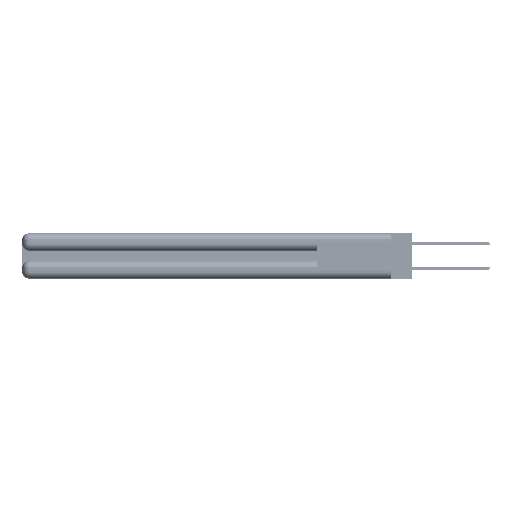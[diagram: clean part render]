
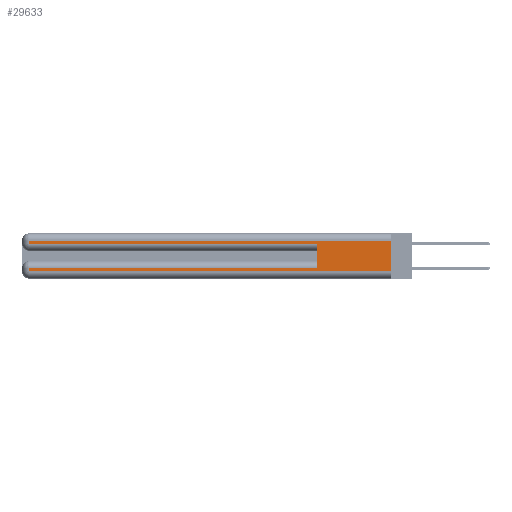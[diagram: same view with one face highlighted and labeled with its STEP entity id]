
A CAD part, left-side view. The second image highlights one B-rep face of the part: STEP entity #29633.
In plain terms, the highlighted planar face has unit normal (-1, 0, 0).
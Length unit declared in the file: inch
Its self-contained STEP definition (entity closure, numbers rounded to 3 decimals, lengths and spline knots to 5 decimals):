
#224 = DIRECTION ( 'NONE',  ( 0., 0., -1. ) ) ;
#1298 = EDGE_CURVE ( 'NONE', #22955, #16255, #18904, .T. ) ;
#2413 = LINE ( 'NONE', #26456, #38613 ) ;
#2823 = ORIENTED_EDGE ( 'NONE', *, *, #5297, .T. ) ;
#2965 = CARTESIAN_POINT ( 'NONE',  ( 0., 0., 0.31 ) ) ;
#3458 = VECTOR ( 'NONE', #4527, 39.37008 ) ;
#4237 = CARTESIAN_POINT ( 'NONE',  ( 0., 0., 0.31 ) ) ;
#4527 = DIRECTION ( 'NONE',  ( 0., -1., 0. ) ) ;
#5297 = EDGE_CURVE ( 'NONE', #16255, #28129, #43112, .T. ) ;
#5410 = LINE ( 'NONE', #42320, #38879 ) ;
#5759 = CARTESIAN_POINT ( 'NONE',  ( 0., 0., 0.06 ) ) ;
#6680 = CARTESIAN_POINT ( 'NONE',  ( 0., 0., 0.06 ) ) ;
#7307 = ORIENTED_EDGE ( 'NONE', *, *, #11693, .F. ) ;
#8263 = VECTOR ( 'NONE', #37236, 39.37008 ) ;
#8271 = DIRECTION ( 'NONE',  ( 1., 0., 0. ) ) ;
#9203 = VERTEX_POINT ( 'NONE', #17680 ) ;
#9737 = EDGE_CURVE ( 'NONE', #32414, #9203, #11433, .T. ) ;
#9824 = CARTESIAN_POINT ( 'NONE',  ( 0., 2.94, 0.31 ) ) ;
#10295 = LINE ( 'NONE', #2965, #11689 ) ;
#11433 = LINE ( 'NONE', #30794, #56489 ) ;
#11689 = VECTOR ( 'NONE', #33537, 39.37008 ) ;
#11693 = EDGE_CURVE ( 'NONE', #47152, #28129, #2413, .T. ) ;
#12503 = PLANE ( 'NONE',  #18400 ) ;
#13875 = EDGE_CURVE ( 'NONE', #47152, #40505, #10295, .T. ) ;
#16255 = VERTEX_POINT ( 'NONE', #31831 ) ;
#16694 = CARTESIAN_POINT ( 'NONE',  ( 0., 0., 0.085 ) ) ;
#17680 = CARTESIAN_POINT ( 'NONE',  ( 0., 0.6, 0.285 ) ) ;
#18400 = AXIS2_PLACEMENT_3D ( 'NONE', #56189, #8271, #38831 ) ;
#18904 = LINE ( 'NONE', #22400, #20296 ) ;
#20296 = VECTOR ( 'NONE', #48448, 39.37008 ) ;
#20358 = FACE_OUTER_BOUND ( 'NONE', #54149, .T. ) ;
#21216 = EDGE_CURVE ( 'NONE', #40505, #44059, #5410, .T. ) ;
#22400 = CARTESIAN_POINT ( 'NONE',  ( 0., 2.94, 0.37 ) ) ;
#22955 = VERTEX_POINT ( 'NONE', #35885 ) ;
#24228 = ORIENTED_EDGE ( 'NONE', *, *, #13875, .T. ) ;
#24834 = EDGE_CURVE ( 'NONE', #32414, #22955, #54543, .T. ) ;
#26456 = CARTESIAN_POINT ( 'NONE',  ( 0., 0., 0.37 ) ) ;
#28129 = VERTEX_POINT ( 'NONE', #5759 ) ;
#29633 = ADVANCED_FACE ( 'NONE', ( #20358 ), #12503, .F. ) ;
#30164 = CARTESIAN_POINT ( 'NONE',  ( 0., 2.94, 0.285 ) ) ;
#30794 = CARTESIAN_POINT ( 'NONE',  ( 0., 0.6, 0.145 ) ) ;
#31376 = VECTOR ( 'NONE', #42974, 39.37008 ) ;
#31831 = CARTESIAN_POINT ( 'NONE',  ( 0., 2.94, 0.06 ) ) ;
#32414 = VERTEX_POINT ( 'NONE', #51790 ) ;
#33175 = EDGE_CURVE ( 'NONE', #44059, #9203, #47183, .T. ) ;
#33537 = DIRECTION ( 'NONE',  ( 0., 1., 0. ) ) ;
#33942 = ORIENTED_EDGE ( 'NONE', *, *, #1298, .T. ) ;
#35156 = ORIENTED_EDGE ( 'NONE', *, *, #9737, .F. ) ;
#35885 = CARTESIAN_POINT ( 'NONE',  ( 0., 2.94, 0.085 ) ) ;
#37236 = DIRECTION ( 'NONE',  ( 0., -1., 0. ) ) ;
#38613 = VECTOR ( 'NONE', #224, 39.37008 ) ;
#38831 = DIRECTION ( 'NONE',  ( 0., 0., -1. ) ) ;
#38879 = VECTOR ( 'NONE', #46729, 39.37008 ) ;
#39966 = ORIENTED_EDGE ( 'NONE', *, *, #33175, .T. ) ;
#40505 = VERTEX_POINT ( 'NONE', #9824 ) ;
#42320 = CARTESIAN_POINT ( 'NONE',  ( 0., 2.94, 0.37 ) ) ;
#42974 = DIRECTION ( 'NONE',  ( 0., 1., 0. ) ) ;
#43112 = LINE ( 'NONE', #6680, #8263 ) ;
#44059 = VERTEX_POINT ( 'NONE', #30164 ) ;
#46729 = DIRECTION ( 'NONE',  ( 0., 0., -1. ) ) ;
#47152 = VERTEX_POINT ( 'NONE', #4237 ) ;
#47183 = LINE ( 'NONE', #52444, #3458 ) ;
#48448 = DIRECTION ( 'NONE',  ( 0., 0., -1. ) ) ;
#50033 = ORIENTED_EDGE ( 'NONE', *, *, #24834, .T. ) ;
#51790 = CARTESIAN_POINT ( 'NONE',  ( 0., 0.6, 0.085 ) ) ;
#52444 = CARTESIAN_POINT ( 'NONE',  ( 0., 0., 0.285 ) ) ;
#52671 = DIRECTION ( 'NONE',  ( 0., 0., 1. ) ) ;
#54149 = EDGE_LOOP ( 'NONE', ( #7307, #24228, #55099, #39966, #35156, #50033, #33942, #2823 ) ) ;
#54543 = LINE ( 'NONE', #16694, #31376 ) ;
#55099 = ORIENTED_EDGE ( 'NONE', *, *, #21216, .T. ) ;
#56189 = CARTESIAN_POINT ( 'NONE',  ( 0., 0., 0.37 ) ) ;
#56489 = VECTOR ( 'NONE', #52671, 39.37008 ) ;
